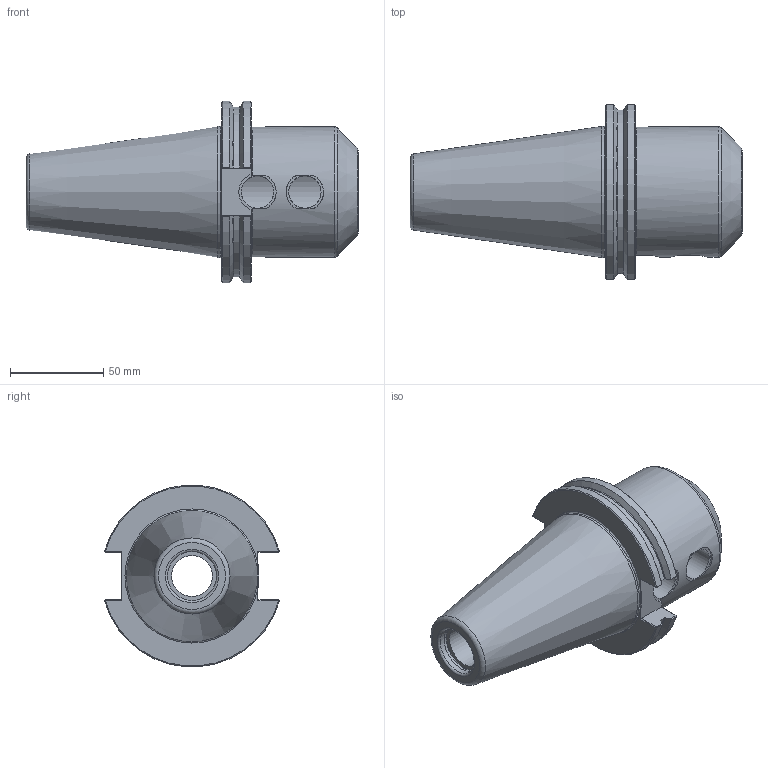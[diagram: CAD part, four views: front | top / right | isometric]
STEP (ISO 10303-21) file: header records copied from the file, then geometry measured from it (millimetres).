
FILE_DESCRIPTION(/* description */ (''),/* implementation_level */ '2;1');
FILE_NAME(/* name */ 'CAT50-EM125-0300.stp',/* time_stamp */ '2019-07-19T13:58:29-05:00',/* author */ ('ldfli'),/* organization */ (''),/* preprocessor_version */ 'ST-DEVELOPER v18',/* originating_system */ 'Autodesk Inventor LT',/* authorisation */ '');
FILE_SCHEMA (('AUTOMOTIVE_DESIGN { 1 0 10303 214 3 1 1 }'));
Length unit declared in the file: millimetre
Products named in the file (1): CAT50-EM125-0300
Bounding box: 177.82 x 93.8 x 97.14 mm (x, y, z)
Volume: 454272.9 mm3; surface area: 61981.1 mm2
Topology: 1 solids, 1 shells, 76 faces, 232 edges, 160 vertices
Faces by surface type: plane 33, cylinder 20, torus 12, cone 11
Full cylindrical faces by diameter (mm): 10 x1, 17.323 x2, 21.971 x1, 26.2 x1, 26.7 x1, 31.75 x1, 32.75 x1, 69.85 x1, 70.199 x1
Entity records: 2826 total; most frequent: CARTESIAN_POINT 731, ORIENTED_EDGE 464, DIRECTION 421, EDGE_CURVE 232, AXIS2_PLACEMENT_3D 168, VERTEX_POINT 160, CIRCLE 91, LINE 85
